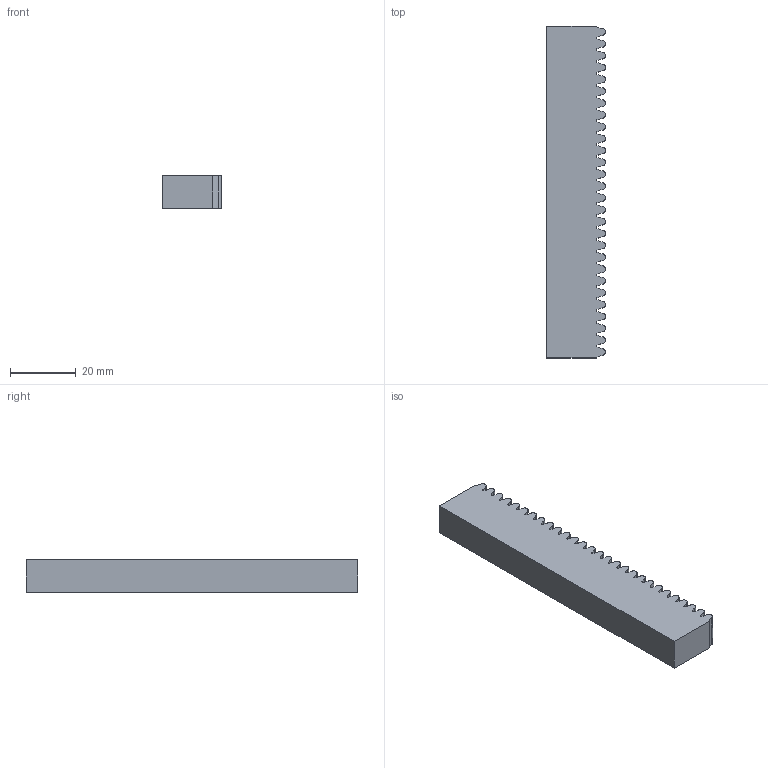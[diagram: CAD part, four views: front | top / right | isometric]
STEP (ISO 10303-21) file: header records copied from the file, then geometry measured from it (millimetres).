
FILE_DESCRIPTION(/* description */ (''),/* implementation_level */ '2;1');
FILE_NAME(/* name */ 'NEMA17~1',/* time_stamp */ '2016-12-30T16:39:43+01:00',/* author */ (''),/* organization */ (''),/* preprocessor_version */ 'ST-DEVELOPER v15',/* originating_system */ '',/* authorisation */ '');
FILE_SCHEMA (('AUTOMOTIVE_DESIGN'));
Length unit declared in the file: millimetre
Products named in the file (1): Document
Bounding box: 17.91 x 101.14 x 10 mm (x, y, z)
Volume: 17000.9 mm3; surface area: 6776.8 mm2
Topology: 1 solids, 1 shells, 118 faces, 348 edges, 232 vertices
Faces by surface type: bspline 114, plane 4
Entity records: 10122 total; most frequent: CARTESIAN_POINT 8446, ORIENTED_EDGE 696, EDGE_CURVE 348, VERTEX_POINT 232, ADVANCED_FACE 118, FACE_OUTER_BOUND 118, EDGE_LOOP 118, DIRECTION 8
